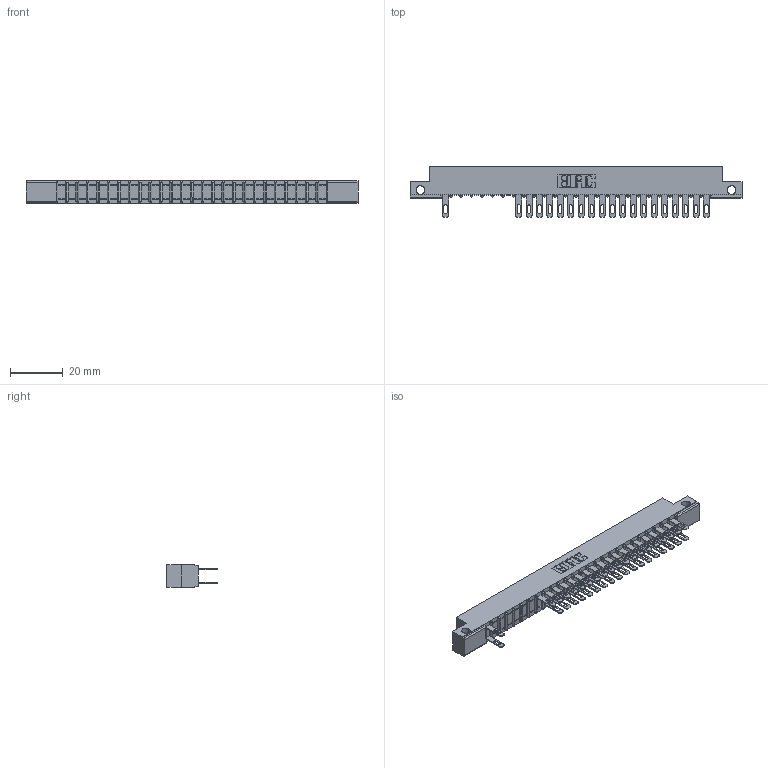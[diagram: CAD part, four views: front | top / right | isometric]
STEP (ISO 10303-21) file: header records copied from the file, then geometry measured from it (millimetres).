
FILE_DESCRIPTION (( 'STEP AP203' ), '1' );
FILE_NAME ('307-052-500-212.STEP', '2018-08-06T04:59:00', ( '' ), ( '' ), 'SwSTEP 2.0', 'SolidWorks 2016', '' );
FILE_SCHEMA (( 'CONFIG_CONTROL_DESIGN' ));
Length unit declared in the file: inch
Products named in the file (3): 307 Part_.128 Dia Side Mounting Holes; 307-290-001_500; 307-052-500-212
Assembly tree (40 placements, depth 2):
  307-052-500-212
    307 Part_.128 Dia Side Mounting Holes
    307-290-001_500  x39
Bounding box: 126.03 x 19.18 x 8.71 mm (x, y, z)
Volume: 8111.1 mm3; surface area: 14022.4 mm2
Topology: 40 solids, 40 shells, 2069 faces, 5809 edges, 3746 vertices
Faces by surface type: plane 1318, cylinder 697, sphere 54
Entity records: 24654 total; most frequent: CARTESIAN_POINT 4089, ORIENTED_EDGE 4062, DIRECTION 4001, EDGE_CURVE 2031, VECTOR 1549, LINE 1549, VERTEX_POINT 1314, AXIS2_PLACEMENT_3D 1226
